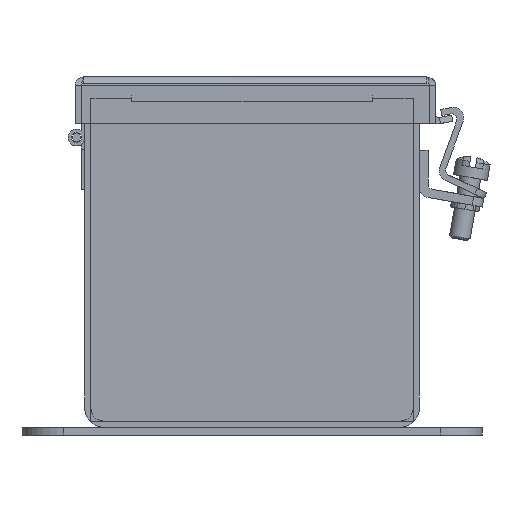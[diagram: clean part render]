
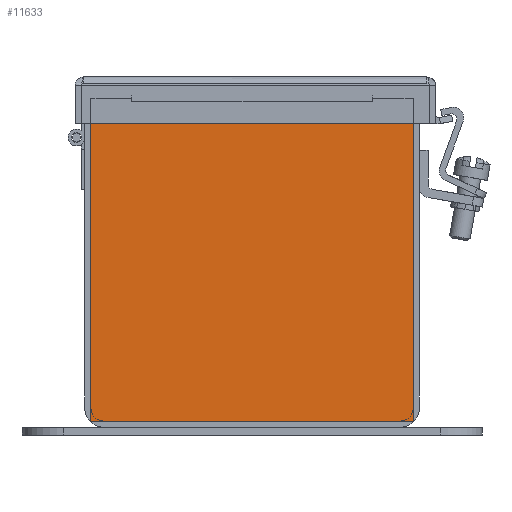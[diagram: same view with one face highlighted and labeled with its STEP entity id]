
A CAD part, left-side view. The second image highlights one B-rep face of the part: STEP entity #11633.
In plain terms, the highlighted planar face has unit normal (-1, 0, 0).
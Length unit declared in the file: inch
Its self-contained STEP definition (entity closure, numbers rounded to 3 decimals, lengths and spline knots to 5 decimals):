
#268 = CARTESIAN_POINT ( 'NONE',  ( -1.70918, 0.74875, 1.79079 ) ) ;
#1348 = CARTESIAN_POINT ( 'NONE',  ( -1.70918, -0.69145, 1.79059 ) ) ;
#1426 = EDGE_CURVE ( 'NONE', #36494, #15848, #31518, .T. ) ;
#1731 = CARTESIAN_POINT ( 'NONE',  ( -1.70918, 2.18895, 1.82204 ) ) ;
#1895 = EDGE_CURVE ( 'NONE', #22283, #9358, #48935, .T. ) ;
#2316 = DIRECTION ( 'NONE',  ( 0., 1., 0. ) ) ;
#2704 = PLANE ( 'NONE',  #31697 ) ;
#2824 = VERTEX_POINT ( 'NONE', #11187 ) ;
#2868 = VECTOR ( 'NONE', #20982, 39.37008 ) ;
#3045 = CARTESIAN_POINT ( 'NONE',  ( -1.70918, -0.69125, 1.79059 ) ) ;
#3307 = VECTOR ( 'NONE', #35569, 39.37008 ) ;
#3366 = CARTESIAN_POINT ( 'NONE',  ( -1.70918, 2.67475, -2.02996 ) ) ;
#3698 = VERTEX_POINT ( 'NONE', #49813 ) ;
#4391 = VECTOR ( 'NONE', #51340, 39.37008 ) ;
#4622 = EDGE_CURVE ( 'NONE', #8427, #48539, #13687, .T. ) ;
#5218 = CARTESIAN_POINT ( 'NONE',  ( -1.70918, -0.69125, 1.79059 ) ) ;
#6291 = CARTESIAN_POINT ( 'NONE',  ( -1.70918, -0.69145, 1.82204 ) ) ;
#6630 = VECTOR ( 'NONE', #17296, 39.37008 ) ;
#7670 = LINE ( 'NONE', #43167, #29442 ) ;
#8427 = VERTEX_POINT ( 'NONE', #6291 ) ;
#9039 = EDGE_LOOP ( 'NONE', ( #15793, #38563, #17155, #46113, #34118, #10669, #50974, #46307, #34891, #35030, #10447, #19947 ) ) ;
#9270 = CARTESIAN_POINT ( 'NONE',  ( -1.70918, 0.74875, 1.82204 ) ) ;
#9358 = VERTEX_POINT ( 'NONE', #5218 ) ;
#9595 = EDGE_CURVE ( 'NONE', #2824, #37120, #36048, .T. ) ;
#10012 = EDGE_CURVE ( 'NONE', #48539, #3698, #36683, .T. ) ;
#10447 = ORIENTED_EDGE ( 'NONE', *, *, #4622, .F. ) ;
#10669 = ORIENTED_EDGE ( 'NONE', *, *, #1426, .T. ) ;
#11187 = CARTESIAN_POINT ( 'NONE',  ( -1.70918, 2.18875, 1.79079 ) ) ;
#11230 = CARTESIAN_POINT ( 'NONE',  ( -1.70918, -0.69145, 1.79059 ) ) ;
#11633 = ADVANCED_FACE ( 'NONE', ( #42355 ), #2704, .F. ) ;
#13687 = LINE ( 'NONE', #9270, #18004 ) ;
#14236 = VECTOR ( 'NONE', #41422, 39.37008 ) ;
#15793 = ORIENTED_EDGE ( 'NONE', *, *, #1895, .T. ) ;
#15848 = VERTEX_POINT ( 'NONE', #1731 ) ;
#16003 = DIRECTION ( 'NONE',  ( 0., 1., 0. ) ) ;
#16579 = DIRECTION ( 'NONE',  ( 0., 0., 1. ) ) ;
#17155 = ORIENTED_EDGE ( 'NONE', *, *, #9595, .F. ) ;
#17296 = DIRECTION ( 'NONE',  ( 0., 1., 0. ) ) ;
#17928 = CARTESIAN_POINT ( 'NONE',  ( -1.70918, 2.18875, 1.82204 ) ) ;
#18004 = VECTOR ( 'NONE', #25163, 39.37008 ) ;
#19188 = DIRECTION ( 'NONE',  ( 0., 0., 1. ) ) ;
#19947 = ORIENTED_EDGE ( 'NONE', *, *, #47822, .T. ) ;
#20982 = DIRECTION ( 'NONE',  ( 0., 0., -1. ) ) ;
#22283 = VERTEX_POINT ( 'NONE', #11230 ) ;
#23148 = VERTEX_POINT ( 'NONE', #50174 ) ;
#23336 = VECTOR ( 'NONE', #16579, 39.37008 ) ;
#23815 = CARTESIAN_POINT ( 'NONE',  ( -1.70918, 0.74875, -0.10396 ) ) ;
#25163 = DIRECTION ( 'NONE',  ( 0., -1., 0. ) ) ;
#25482 = LINE ( 'NONE', #17928, #14236 ) ;
#26917 = LINE ( 'NONE', #27416, #3307 ) ;
#27120 = CARTESIAN_POINT ( 'NONE',  ( -1.70918, 0.74875, 1.82204 ) ) ;
#27416 = CARTESIAN_POINT ( 'NONE',  ( -1.70918, -0.69145, 1.82204 ) ) ;
#28661 = VERTEX_POINT ( 'NONE', #3366 ) ;
#29442 = VECTOR ( 'NONE', #19188, 39.37008 ) ;
#30943 = VECTOR ( 'NONE', #2316, 39.37008 ) ;
#31518 = LINE ( 'NONE', #43736, #23336 ) ;
#31530 = DIRECTION ( 'NONE',  ( 0., 0., 1. ) ) ;
#31595 = EDGE_CURVE ( 'NONE', #23148, #36494, #43953, .T. ) ;
#31697 = AXIS2_PLACEMENT_3D ( 'NONE', #23815, #35872, #16003 ) ;
#32298 = CARTESIAN_POINT ( 'NONE',  ( -1.70918, -1.17725, 1.82204 ) ) ;
#32643 = EDGE_CURVE ( 'NONE', #3698, #28661, #40736, .T. ) ;
#32977 = EDGE_CURVE ( 'NONE', #9358, #37120, #38861, .T. ) ;
#33868 = VECTOR ( 'NONE', #43042, 39.37008 ) ;
#34118 = ORIENTED_EDGE ( 'NONE', *, *, #31595, .T. ) ;
#34728 = CARTESIAN_POINT ( 'NONE',  ( -1.70918, -0.69125, 1.79079 ) ) ;
#34891 = ORIENTED_EDGE ( 'NONE', *, *, #32643, .F. ) ;
#34990 = LINE ( 'NONE', #27120, #33868 ) ;
#35030 = ORIENTED_EDGE ( 'NONE', *, *, #10012, .F. ) ;
#35569 = DIRECTION ( 'NONE',  ( 0., 0., -1. ) ) ;
#35872 = DIRECTION ( 'NONE',  ( 1., 0., 0. ) ) ;
#36033 = EDGE_CURVE ( 'NONE', #45200, #15848, #34990, .T. ) ;
#36048 = LINE ( 'NONE', #268, #40376 ) ;
#36093 = CARTESIAN_POINT ( 'NONE',  ( -1.70918, 2.18895, 1.79059 ) ) ;
#36494 = VERTEX_POINT ( 'NONE', #36093 ) ;
#36683 = LINE ( 'NONE', #44758, #2868 ) ;
#37120 = VERTEX_POINT ( 'NONE', #34728 ) ;
#38238 = CARTESIAN_POINT ( 'NONE',  ( -1.70918, 2.67475, 1.82204 ) ) ;
#38563 = ORIENTED_EDGE ( 'NONE', *, *, #32977, .T. ) ;
#38861 = LINE ( 'NONE', #3045, #40212 ) ;
#40212 = VECTOR ( 'NONE', #31530, 39.37008 ) ;
#40376 = VECTOR ( 'NONE', #48076, 39.37008 ) ;
#40736 = LINE ( 'NONE', #46190, #30943 ) ;
#41422 = DIRECTION ( 'NONE',  ( 0., 0., -1. ) ) ;
#42355 = FACE_OUTER_BOUND ( 'NONE', #9039, .T. ) ;
#43042 = DIRECTION ( 'NONE',  ( 0., -1., 0. ) ) ;
#43167 = CARTESIAN_POINT ( 'NONE',  ( -1.70918, 2.67475, -0.10396 ) ) ;
#43736 = CARTESIAN_POINT ( 'NONE',  ( -1.70918, 2.18895, 1.79059 ) ) ;
#43953 = LINE ( 'NONE', #47410, #4391 ) ;
#44758 = CARTESIAN_POINT ( 'NONE',  ( -1.70918, -1.17725, -0.10396 ) ) ;
#45200 = VERTEX_POINT ( 'NONE', #38238 ) ;
#46113 = ORIENTED_EDGE ( 'NONE', *, *, #48311, .T. ) ;
#46190 = CARTESIAN_POINT ( 'NONE',  ( -1.70918, 0.74875, -2.02996 ) ) ;
#46307 = ORIENTED_EDGE ( 'NONE', *, *, #49473, .F. ) ;
#47410 = CARTESIAN_POINT ( 'NONE',  ( -1.70918, 2.18875, 1.79059 ) ) ;
#47822 = EDGE_CURVE ( 'NONE', #8427, #22283, #26917, .T. ) ;
#48076 = DIRECTION ( 'NONE',  ( 0., -1., 0. ) ) ;
#48311 = EDGE_CURVE ( 'NONE', #2824, #23148, #25482, .T. ) ;
#48539 = VERTEX_POINT ( 'NONE', #32298 ) ;
#48935 = LINE ( 'NONE', #1348, #6630 ) ;
#49473 = EDGE_CURVE ( 'NONE', #28661, #45200, #7670, .T. ) ;
#49813 = CARTESIAN_POINT ( 'NONE',  ( -1.70918, -1.17725, -2.02996 ) ) ;
#50174 = CARTESIAN_POINT ( 'NONE',  ( -1.70918, 2.18875, 1.79059 ) ) ;
#50974 = ORIENTED_EDGE ( 'NONE', *, *, #36033, .F. ) ;
#51340 = DIRECTION ( 'NONE',  ( 0., 1., 0. ) ) ;
